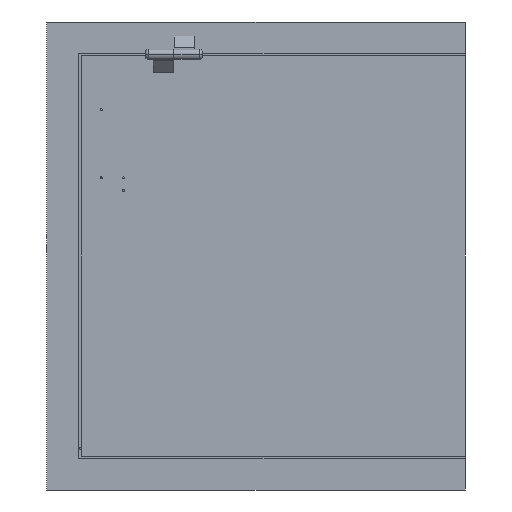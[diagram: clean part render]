
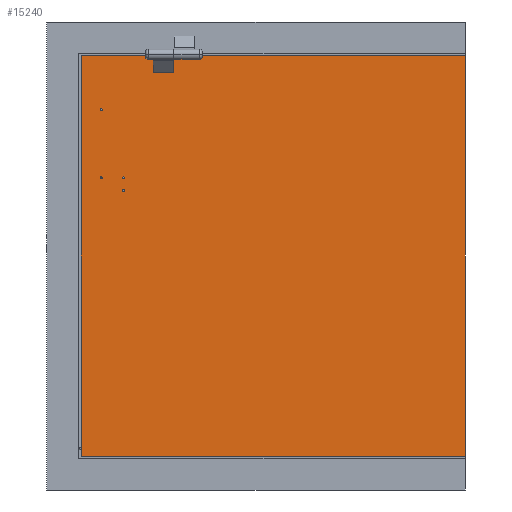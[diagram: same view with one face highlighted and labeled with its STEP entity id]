
A CAD part, left-side view. The second image highlights one B-rep face of the part: STEP entity #15240.
In plain terms, the highlighted planar face has unit normal (-1, 0, 0).
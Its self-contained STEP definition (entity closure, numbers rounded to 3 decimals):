
#11810=CARTESIAN_POINT('',(-8.,65.15,1273.75));
#11820=VERTEX_POINT('',#11810);
#11850=CARTESIAN_POINT('',(-8.,65.15,1151.6));
#11860=DIRECTION('',(0.,0.,-1.));
#11870=VECTOR('',#11860,1.);
#11880=LINE('',#11850,#11870);
#11890=CARTESIAN_POINT('',(-8.,65.15,2068.75));
#11900=VERTEX_POINT('',#11890);
#11910=EDGE_CURVE('',#11900,#11820,#11880,.T.);
#12150=CARTESIAN_POINT('',(-8.,826.65,1151.6));
#12160=DIRECTION('',(0.,0.,1.));
#12170=VECTOR('',#12160,1.);
#12180=LINE('',#12150,#12170);
#12190=CARTESIAN_POINT('',(-8.,826.65,1273.75));
#12200=VERTEX_POINT('',#12190);
#12210=CARTESIAN_POINT('',(-8.,826.65,2068.75));
#12220=VERTEX_POINT('',#12210);
#12230=EDGE_CURVE('',#12200,#12220,#12180,.T.);
#12630=CARTESIAN_POINT('',(-8.,193.9,2068.75));
#12640=DIRECTION('',(0.,-1.,0.));
#12650=VECTOR('',#12640,1.);
#12660=LINE('',#12630,#12650);
#12670=EDGE_CURVE('',#12220,#11900,#12660,.T.);
#13580=CARTESIAN_POINT('',(-8.,148.95,1539.15));
#13590=VERTEX_POINT('',#13580);
#13620=CARTESIAN_POINT('',(-8.,148.95,1541.25));
#13630=DIRECTION('',(1.,0.,0.));
#13640=DIRECTION('',(0.,0.,1.));
#13650=AXIS2_PLACEMENT_3D('',#13620,#13630,#13640);
#13660=CIRCLE('',#13650,2.1);
#13670=CARTESIAN_POINT('',(-8.,148.95,1543.35));
#13680=VERTEX_POINT('',#13670);
#13690=EDGE_CURVE('',#13590,#13680,#13660,.T.);
#13970=CARTESIAN_POINT('',(-8.,148.95,1514.15));
#13980=VERTEX_POINT('',#13970);
#14010=CARTESIAN_POINT('',(-8.,148.95,1516.25));
#14020=DIRECTION('',(1.,0.,0.));
#14030=DIRECTION('',(0.,0.,1.));
#14040=AXIS2_PLACEMENT_3D('',#14010,#14020,#14030);
#14050=CIRCLE('',#14040,2.1);
#14060=CARTESIAN_POINT('',(-8.,148.95,1518.35));
#14070=VERTEX_POINT('',#14060);
#14080=EDGE_CURVE('',#13980,#14070,#14050,.T.);
#14350=CARTESIAN_POINT('',(-8.,193.9,1273.75));
#14360=DIRECTION('',(0.,1.,0.));
#14370=VECTOR('',#14360,1.);
#14380=LINE('',#14350,#14370);
#14390=EDGE_CURVE('',#11820,#12200,#14380,.T.);
#14530=CARTESIAN_POINT('',(-8.,104.95,1379.15));
#14540=VERTEX_POINT('',#14530);
#14570=CARTESIAN_POINT('',(-8.,104.95,1381.25));
#14580=DIRECTION('',(1.,0.,0.));
#14590=DIRECTION('',(0.,0.,1.));
#14600=AXIS2_PLACEMENT_3D('',#14570,#14580,#14590);
#14610=CIRCLE('',#14600,2.1);
#14620=CARTESIAN_POINT('',(-8.,104.95,1383.35));
#14630=VERTEX_POINT('',#14620);
#14640=EDGE_CURVE('',#14540,#14630,#14610,.T.);
#14830=CARTESIAN_POINT('',(-8.,126.65,2589.25));
#14840=DIRECTION('',(1.,0.,-0.));
#14850=DIRECTION('',(0.,0.,1.));
#14860=AXIS2_PLACEMENT_3D('',#14830,#14840,#14850);
#14870=PLANE('',#14860);
#14880=CARTESIAN_POINT('',(-8.,104.95,1516.25));
#14890=DIRECTION('',(1.,0.,0.));
#14900=DIRECTION('',(0.,0.,1.));
#14910=AXIS2_PLACEMENT_3D('',#14880,#14890,#14900);
#14920=CIRCLE('',#14910,2.1);
#14930=CARTESIAN_POINT('',(-8.,104.95,1518.35));
#14940=VERTEX_POINT('',#14930);
#14950=CARTESIAN_POINT('',(-8.,104.95,1514.15));
#14960=VERTEX_POINT('',#14950);
#14970=EDGE_CURVE('',#14940,#14960,#14920,.T.);
#14980=ORIENTED_EDGE('',*,*,#14970,.T.);
#14990=EDGE_CURVE('',#14960,#14940,#14920,.T.);
#15000=ORIENTED_EDGE('',*,*,#14990,.T.);
#15010=EDGE_LOOP('',(#15000,#14980));
#15020=FACE_BOUND('',#15010,.T.);
#15030=EDGE_CURVE('',#13680,#13590,#13660,.T.);
#15040=ORIENTED_EDGE('',*,*,#15030,.T.);
#15050=ORIENTED_EDGE('',*,*,#13690,.T.);
#15060=EDGE_LOOP('',(#15050,#15040));
#15070=FACE_BOUND('',#15060,.T.);
#15080=EDGE_CURVE('',#14630,#14540,#14610,.T.);
#15090=ORIENTED_EDGE('',*,*,#15080,.T.);
#15100=ORIENTED_EDGE('',*,*,#14640,.T.);
#15110=EDGE_LOOP('',(#15100,#15090));
#15120=FACE_BOUND('',#15110,.T.);
#15130=EDGE_CURVE('',#14070,#13980,#14050,.T.);
#15140=ORIENTED_EDGE('',*,*,#15130,.T.);
#15150=ORIENTED_EDGE('',*,*,#14080,.T.);
#15160=EDGE_LOOP('',(#15150,#15140));
#15170=FACE_BOUND('',#15160,.T.);
#15180=ORIENTED_EDGE('',*,*,#11910,.F.);
#15190=ORIENTED_EDGE('',*,*,#14390,.F.);
#15200=ORIENTED_EDGE('',*,*,#12230,.F.);
#15210=ORIENTED_EDGE('',*,*,#12670,.F.);
#15220=EDGE_LOOP('',(#15210,#15200,#15190,#15180));
#15230=FACE_OUTER_BOUND('',#15220,.T.);
#15240=ADVANCED_FACE('',(#15020,#15070,#15120,#15170,#15230),#14870,.F.)
;
